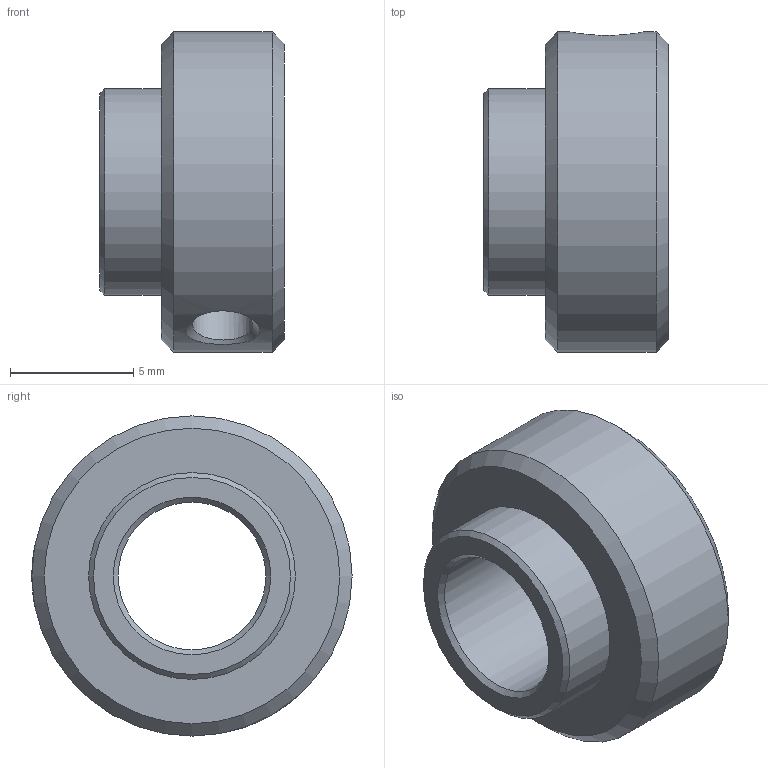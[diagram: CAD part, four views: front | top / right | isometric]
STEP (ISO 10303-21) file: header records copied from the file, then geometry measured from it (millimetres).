
FILE_DESCRIPTION( ( 'STEP AP203' ), '1' );
FILE_NAME( 'SC0607CB1.stp', '2020-10-25T08:27:28', ( 'License CC BY-ND 4.0' ), ( 'CADENAS' ), ' ', 'PARTsolutions', ' ' );
FILE_SCHEMA( ( 'CONFIG_CONTROL_DESIGN' ) );
Length unit declared in the file: millimetre
Products named in the file (2): SC0607CB1; _SC  0607CB1
Assembly tree (1 placements, depth 2):
  SC0607CB1
    _SC  0607CB1
Bounding box: 7.5 x 13 x 13 mm (x, y, z)
Volume: 545 mm3; surface area: 622.4 mm2
Topology: 1 solids, 1 shells, 15 faces, 31 edges, 19 vertices
Faces by surface type: cone 7, cylinder 5, plane 3
Full cylindrical faces by diameter (mm): 2.459 x2, 6 x1, 8.4 x1, 13 x1
Entity records: 565 total; most frequent: CARTESIAN_POINT 213, DIRECTION 60, EDGE_LOOP 34, ORIENTED_EDGE 34, AXIS2_PLACEMENT_3D 30, FACE_OUTER_BOUND 20, EDGE_CURVE 17, VERTEX_POINT 17
